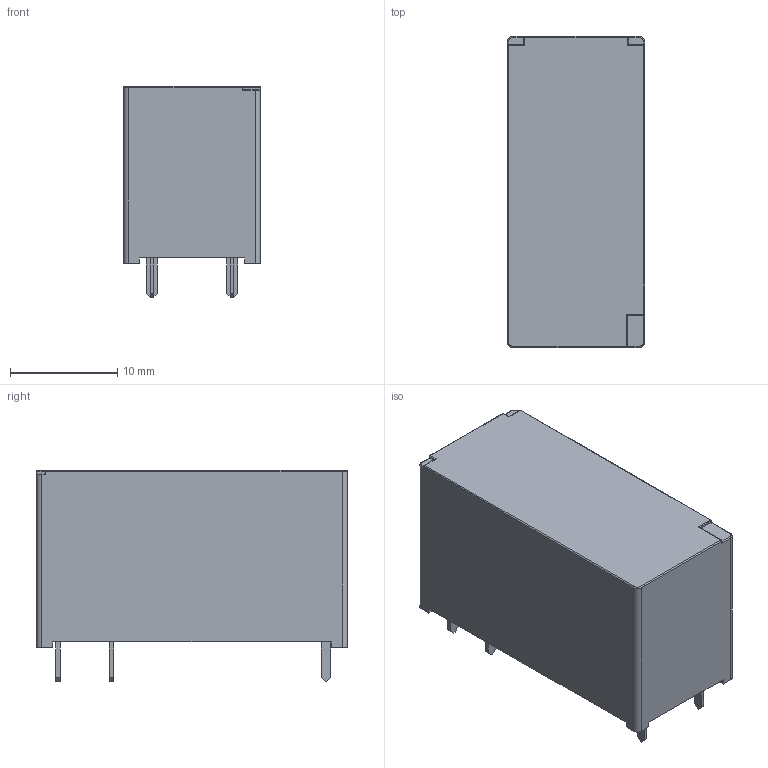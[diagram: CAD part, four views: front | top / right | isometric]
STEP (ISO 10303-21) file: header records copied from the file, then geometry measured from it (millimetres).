
FILE_DESCRIPTION(/* description */ (''),/* implementation_level */ '2;1');
FILE_NAME(/* name */ 'rm85.step',/* time_stamp */ '2021-11-02T23:32:21+01:00',/* author */ (''),/* organization */ (''),/* preprocessor_version */ 'ST-DEVELOPER v18.1',/* originating_system */ 'Autodesk Translation Framework v10.10.0.1391',/* authorisation */ '');
FILE_SCHEMA (('AUTOMOTIVE_DESIGN { 1 0 10303 214 3 1 1 }'));
Length unit declared in the file: millimetre
Products named in the file (1): Relay_DPST_Fujitsu_FTR-F1A
Bounding box: 12.8 x 29 x 19.7 mm (x, y, z)
Volume: 5945.8 mm3; surface area: 2129.8 mm2
Topology: 1 solids, 1 shells, 105 faces, 256 edges, 159 vertices
Faces by surface type: plane 69, cylinder 26, sphere 6, torus 4
Entity records: 3114 total; most frequent: CARTESIAN_POINT 521, DIRECTION 515, ORIENTED_EDGE 512, EDGE_CURVE 256, LINE 209, VECTOR 209, VERTEX_POINT 159, AXIS2_PLACEMENT_3D 153
